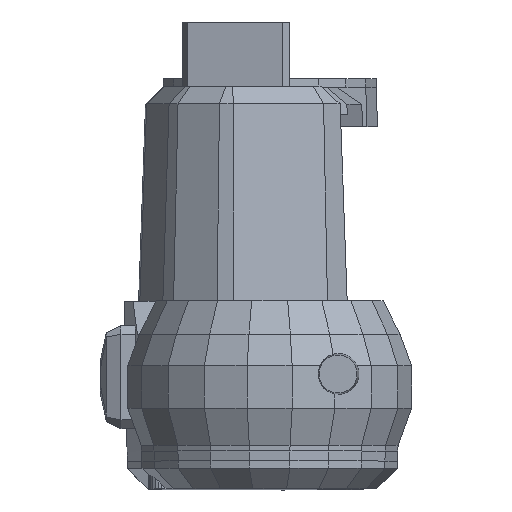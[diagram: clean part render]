
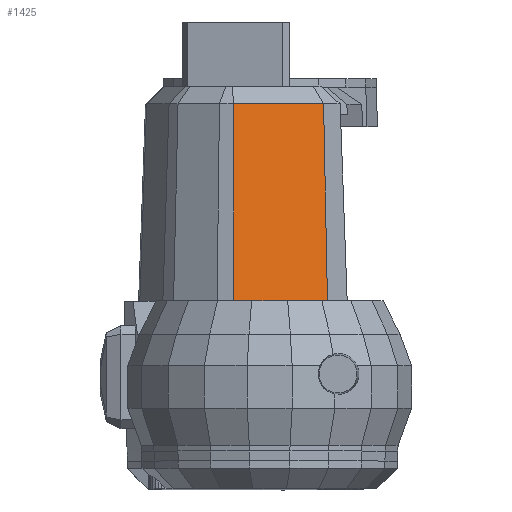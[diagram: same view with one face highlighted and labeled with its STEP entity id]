
A CAD part, top view. The second image highlights one B-rep face of the part: STEP entity #1425.
In plain terms, the highlighted planar face has unit normal (0.259, 0.035, 0.965).
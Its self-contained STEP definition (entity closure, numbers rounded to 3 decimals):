
#309 = VERTEX_POINT ( 'NONE', #4611 ) ;
#393 = VERTEX_POINT ( 'NONE', #4721 ) ;
#395 = EDGE_CURVE ( 'NONE', #309, #393, #4720, .T. ) ;
#1378 = EDGE_CURVE ( 'NONE', #1422, #309, #6303, .T. ) ;
#1422 = VERTEX_POINT ( 'NONE', #6408 ) ;
#1425 = ADVANCED_FACE ( 'NONE', ( #6403 ), #6402, .T. ) ;
#1426 = EDGE_LOOP ( 'NONE', ( #1427, #1428, #1446, #1448 ) ) ;
#1427 = ORIENTED_EDGE ( 'NONE', *, *, #395, .T. ) ;
#1428 = ORIENTED_EDGE ( 'NONE', *, *, #1429, .F. ) ;
#1429 = EDGE_CURVE ( 'NONE', #1430, #393, #6400, .T. ) ;
#1430 = VERTEX_POINT ( 'NONE', #6393 ) ;
#1446 = ORIENTED_EDGE ( 'NONE', *, *, #1447, .F. ) ;
#1447 = EDGE_CURVE ( 'NONE', #1422, #1430, #6432, .T. ) ;
#1448 = ORIENTED_EDGE ( 'NONE', *, *, #1378, .T. ) ;
#4611 = CARTESIAN_POINT ( 'NONE',  ( 101.534, 50.006, 542.54 ) ) ;
#4717 = DIRECTION ( 'NONE',  ( -0.966, 0., 0.259 ) ) ;
#4718 = VECTOR ( 'NONE', #4717, 1000. ) ;
#4719 = CARTESIAN_POINT ( 'NONE',  ( 101.427, 50.006, 542.568 ) ) ;
#4720 = LINE ( 'NONE', #4719, #4718 ) ;
#4721 = CARTESIAN_POINT ( 'NONE',  ( 48.754, 50.006, 556.682 ) ) ;
#6300 = DIRECTION ( 'NONE',  ( -0.02, 0.999, -0.031 ) ) ;
#6301 = VECTOR ( 'NONE', #6300, 1000. ) ;
#6302 = CARTESIAN_POINT ( 'NONE',  ( 103.806, -65.5, 546.107 ) ) ;
#6303 = LINE ( 'NONE', #6302, #6301 ) ;
#6393 = CARTESIAN_POINT ( 'NONE',  ( 48.934, -65.5, 560.81 ) ) ;
#6394 = DIRECTION ( 'NONE',  ( -0.002, 0.999, -0.036 ) ) ;
#6395 = VECTOR ( 'NONE', #6394, 1000. ) ;
#6396 = CARTESIAN_POINT ( 'NONE',  ( 48.934, -65.5, 560.81 ) ) ;
#6397 = DIRECTION ( 'NONE',  ( 0.966, 0., -0.259 ) ) ;
#6398 = DIRECTION ( 'NONE',  ( 0.259, 0.035, 0.965 ) ) ;
#6399 = AXIS2_PLACEMENT_3D ( 'NONE', #6401, #6398, #6397 ) ;
#6400 = LINE ( 'NONE', #6396, #6395 ) ;
#6401 = CARTESIAN_POINT ( 'NONE',  ( 101.337, 60., 542.231 ) ) ;
#6402 = PLANE ( 'NONE',  #6399 ) ;
#6403 = FACE_OUTER_BOUND ( 'NONE', #1426, .T. ) ;
#6408 = CARTESIAN_POINT ( 'NONE',  ( 103.806, -65.5, 546.107 ) ) ;
#6424 = DIRECTION ( 'NONE',  ( -0.966, 0., 0.259 ) ) ;
#6425 = VECTOR ( 'NONE', #6424, 1000. ) ;
#6426 = CARTESIAN_POINT ( 'NONE',  ( 103.806, -65.5, 546.107 ) ) ;
#6432 = LINE ( 'NONE', #6426, #6425 ) ;
